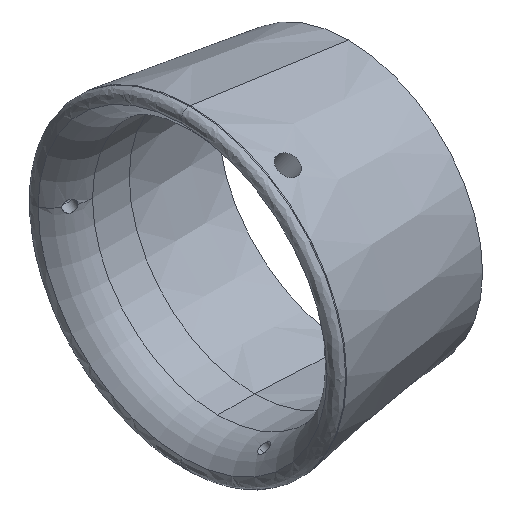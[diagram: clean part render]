
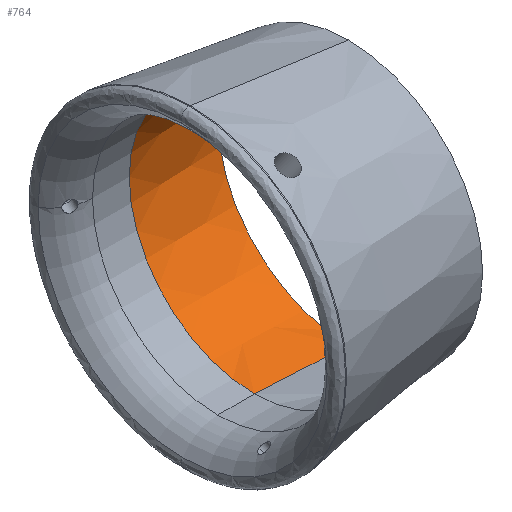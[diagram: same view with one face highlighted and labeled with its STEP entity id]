
A CAD part, isometric view. The second image highlights one B-rep face of the part: STEP entity #764.
In plain terms, the highlighted conical face has half-angle 3 degrees and reference radius 44.45 mm.
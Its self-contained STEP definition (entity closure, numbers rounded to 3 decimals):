
#21 = VERTEX_POINT ( 'NONE', #277 ) ;
#45 = AXIS2_PLACEMENT_3D ( 'NONE', #96, #598, #285 ) ;
#46 = EDGE_CURVE ( 'NONE', #250, #21, #413, .T. ) ;
#55 = ORIENTED_EDGE ( 'NONE', *, *, #46, .T. ) ;
#96 = CARTESIAN_POINT ( 'NONE',  ( 25.961, 0., 0. ) ) ;
#134 = CARTESIAN_POINT ( 'NONE',  ( 25.961, 0., 44.45 ) ) ;
#139 = EDGE_CURVE ( 'NONE', #757, #664, #1042, .T. ) ;
#179 = EDGE_CURVE ( 'NONE', #664, #21, #193, .T. ) ;
#193 = LINE ( 'NONE', #431, #1241 ) ;
#222 = DIRECTION ( 'NONE',  ( 0.999, 0., 0.052 ) ) ;
#250 = VERTEX_POINT ( 'NONE', #517 ) ;
#264 = CARTESIAN_POINT ( 'NONE',  ( 59.266, 0., 0. ) ) ;
#265 = ORIENTED_EDGE ( 'NONE', *, *, #839, .T. ) ;
#277 = CARTESIAN_POINT ( 'NONE',  ( 59.266, 0., 46.195 ) ) ;
#285 = DIRECTION ( 'NONE',  ( 0., 1., 0. ) ) ;
#413 = CIRCLE ( 'NONE', #1061, 46.195 ) ;
#431 = CARTESIAN_POINT ( 'NONE',  ( 25.961, 0., 44.45 ) ) ;
#466 = DIRECTION ( 'NONE',  ( 1., 0., 0. ) ) ;
#517 = CARTESIAN_POINT ( 'NONE',  ( 59.266, 0., -46.195 ) ) ;
#522 = FACE_OUTER_BOUND ( 'NONE', #773, .T. ) ;
#578 = DIRECTION ( 'NONE',  ( 0., 0., -1. ) ) ;
#598 = DIRECTION ( 'NONE',  ( 1., 0., 0. ) ) ;
#664 = VERTEX_POINT ( 'NONE', #134 ) ;
#757 = VERTEX_POINT ( 'NONE', #1172 ) ;
#764 = ADVANCED_FACE ( 'NONE', ( #522 ), #1199, .F. ) ;
#773 = EDGE_LOOP ( 'NONE', ( #1142, #1109, #265, #55 ) ) ;
#778 = CARTESIAN_POINT ( 'NONE',  ( 25.961, 0., 0. ) ) ;
#839 = EDGE_CURVE ( 'NONE', #757, #250, #988, .T. ) ;
#957 = VECTOR ( 'NONE', #1099, 1000. ) ;
#970 = DIRECTION ( 'NONE',  ( 1., 0., 0. ) ) ;
#988 = LINE ( 'NONE', #1206, #957 ) ;
#1042 = CIRCLE ( 'NONE', #45, 44.45 ) ;
#1059 = DIRECTION ( 'NONE',  ( 0., 0., -1. ) ) ;
#1061 = AXIS2_PLACEMENT_3D ( 'NONE', #264, #466, #1059 ) ;
#1093 = AXIS2_PLACEMENT_3D ( 'NONE', #778, #970, #578 ) ;
#1099 = DIRECTION ( 'NONE',  ( 0.999, 0., -0.052 ) ) ;
#1109 = ORIENTED_EDGE ( 'NONE', *, *, #139, .F. ) ;
#1142 = ORIENTED_EDGE ( 'NONE', *, *, #179, .F. ) ;
#1172 = CARTESIAN_POINT ( 'NONE',  ( 25.961, 0., -44.45 ) ) ;
#1199 = CONICAL_SURFACE ( 'NONE', #1093, 44.45, 0.052 ) ;
#1206 = CARTESIAN_POINT ( 'NONE',  ( 25.961, 0., -44.45 ) ) ;
#1241 = VECTOR ( 'NONE', #222, 1000. ) ;
